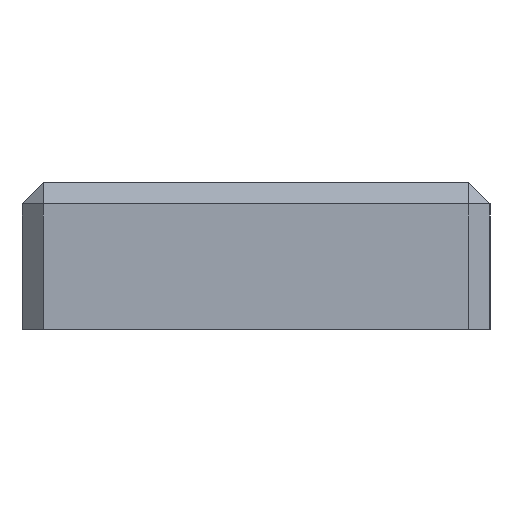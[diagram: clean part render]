
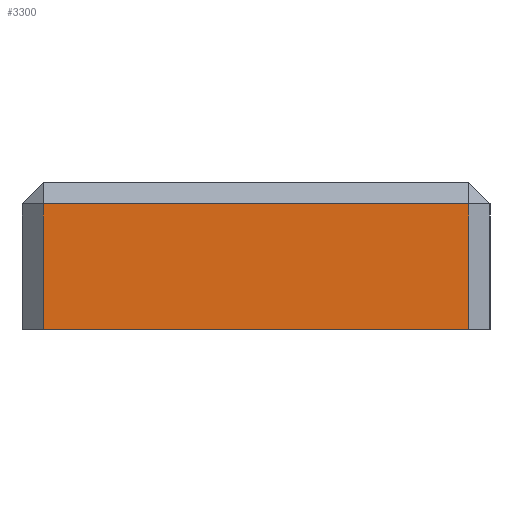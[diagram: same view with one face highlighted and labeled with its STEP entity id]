
A CAD part, left-side view. The second image highlights one B-rep face of the part: STEP entity #3300.
In plain terms, the highlighted planar face has unit normal (-1, 0, 0).
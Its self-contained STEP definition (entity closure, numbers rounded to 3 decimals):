
#254=FACE_OUTER_BOUND('',#435,.T.);
#435=EDGE_LOOP('',(#2245,#2246,#2247,#2248));
#663=LINE('',#4871,#1025);
#666=LINE('',#4877,#1028);
#669=LINE('',#4883,#1031);
#670=LINE('',#4884,#1032);
#1025=VECTOR('',#3858,10.);
#1028=VECTOR('',#3863,10.);
#1031=VECTOR('',#3868,10.);
#1032=VECTOR('',#3869,10.);
#1386=VERTEX_POINT('',#4868);
#1387=VERTEX_POINT('',#4870);
#1389=VERTEX_POINT('',#4876);
#1391=VERTEX_POINT('',#4882);
#1723=EDGE_CURVE('',#1387,#1386,#663,.T.);
#1726=EDGE_CURVE('',#1387,#1389,#666,.T.);
#1729=EDGE_CURVE('',#1391,#1386,#669,.T.);
#1730=EDGE_CURVE('',#1389,#1391,#670,.T.);
#2245=ORIENTED_EDGE('',*,*,#1723,.T.);
#2246=ORIENTED_EDGE('',*,*,#1729,.F.);
#2247=ORIENTED_EDGE('',*,*,#1730,.F.);
#2248=ORIENTED_EDGE('',*,*,#1726,.F.);
#3183=PLANE('',#3491);
#3300=ADVANCED_FACE('',(#254),#3183,.T.);
#3491=AXIS2_PLACEMENT_3D('',#4881,#3866,#3867);
#3858=DIRECTION('',(0.,-1.,0.));
#3863=DIRECTION('',(0.,0.,1.));
#3866=DIRECTION('center_axis',(-1.,0.,0.));
#3867=DIRECTION('ref_axis',(0.,1.,0.));
#3868=DIRECTION('',(0.,0.,-1.));
#3869=DIRECTION('',(0.,-1.,0.));
#4868=CARTESIAN_POINT('',(-44.142,-22.25,-3.45));
#4870=CARTESIAN_POINT('',(-44.142,22.25,-3.45));
#4871=CARTESIAN_POINT('',(-44.142,-12.25,-3.45));
#4876=CARTESIAN_POINT('',(-44.142,22.25,9.7));
#4877=CARTESIAN_POINT('',(-44.142,22.25,6.6));
#4881=CARTESIAN_POINT('Origin',(-44.142,-24.5,6.6));
#4882=CARTESIAN_POINT('',(-44.142,-22.25,9.7));
#4883=CARTESIAN_POINT('',(-44.142,-22.25,6.6));
#4884=CARTESIAN_POINT('',(-44.142,-12.25,9.7));
